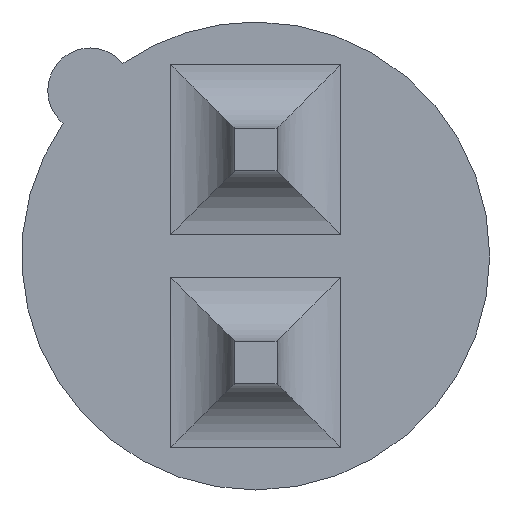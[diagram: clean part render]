
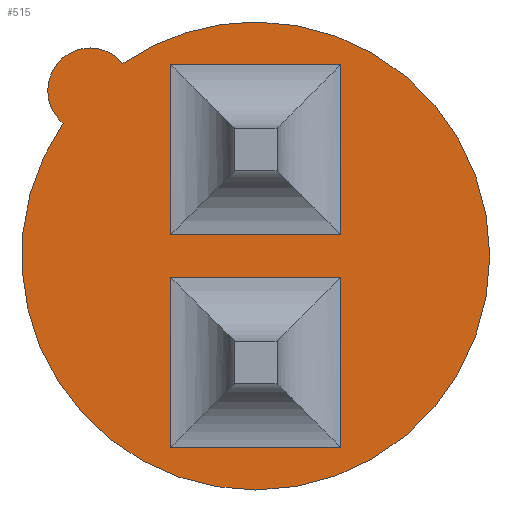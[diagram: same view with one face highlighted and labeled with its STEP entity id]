
A CAD part, front view. The second image highlights one B-rep face of the part: STEP entity #515.
In plain terms, the highlighted planar face has unit normal (0, -1, 0).
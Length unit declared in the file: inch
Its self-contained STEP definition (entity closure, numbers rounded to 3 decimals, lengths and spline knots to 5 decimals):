
#11 = DIRECTION ( 'NONE',  ( 0., 0., 1. ) ) ;
#33 = CARTESIAN_POINT ( 'NONE',  ( -0.09058, -0.03, 0.06241 ) ) ;
#75 = EDGE_CURVE ( 'NONE', #1071, #1218, #121, .T. ) ;
#82 = ORIENTED_EDGE ( 'NONE', *, *, #982, .T. ) ;
#98 = CARTESIAN_POINT ( 'NONE',  ( -0.04, -0.03, -0.01 ) ) ;
#103 = EDGE_CURVE ( 'NONE', #713, #1033, #859, .T. ) ;
#121 = LINE ( 'NONE', #997, #751 ) ;
#132 = EDGE_LOOP ( 'NONE', ( #661, #691, #545, #500 ) ) ;
#145 = CIRCLE ( 'NONE', #581, 0.02 ) ;
#168 = DIRECTION ( 'NONE',  ( 0., 0., -1. ) ) ;
#178 = VECTOR ( 'NONE', #11, 39.37008 ) ;
#195 = DIRECTION ( 'NONE',  ( 1., 0., 0. ) ) ;
#213 = CARTESIAN_POINT ( 'NONE',  ( 0.04, -0.03, -0.01 ) ) ;
#217 = DIRECTION ( 'NONE',  ( 0., 0., 1. ) ) ;
#221 = VERTEX_POINT ( 'NONE', #360 ) ;
#225 = EDGE_LOOP ( 'NONE', ( #1422, #1240, #636, #933 ) ) ;
#235 = CARTESIAN_POINT ( 'NONE',  ( -0.01, -0.03, 0.01 ) ) ;
#272 = CARTESIAN_POINT ( 'NONE',  ( -0.07778, -0.03, 0.07778 ) ) ;
#280 = LINE ( 'NONE', #1213, #1101 ) ;
#283 = LINE ( 'NONE', #1196, #449 ) ;
#314 = DIRECTION ( 'NONE',  ( 0., 0., -1. ) ) ;
#332 = AXIS2_PLACEMENT_3D ( 'NONE', #1362, #892, #217 ) ;
#337 = CARTESIAN_POINT ( 'NONE',  ( -0.04, -0.03, 0. ) ) ;
#342 = VERTEX_POINT ( 'NONE', #1058 ) ;
#360 = CARTESIAN_POINT ( 'NONE',  ( 0.04, -0.03, -0.09 ) ) ;
#361 = DIRECTION ( 'NONE',  ( 0., 0., 1. ) ) ;
#384 = VECTOR ( 'NONE', #673, 39.37008 ) ;
#386 = VERTEX_POINT ( 'NONE', #33 ) ;
#419 = EDGE_CURVE ( 'NONE', #483, #386, #145, .T. ) ;
#427 = CARTESIAN_POINT ( 'NONE',  ( 0.01, -0.03, -0.01 ) ) ;
#449 = VECTOR ( 'NONE', #1061, 39.37008 ) ;
#468 = EDGE_CURVE ( 'NONE', #818, #1224, #280, .T. ) ;
#483 = VERTEX_POINT ( 'NONE', #880 ) ;
#500 = ORIENTED_EDGE ( 'NONE', *, *, #75, .T. ) ;
#514 = VERTEX_POINT ( 'NONE', #1111 ) ;
#515 = ADVANCED_FACE ( 'NONE', ( #863, #708, #670 ), #1226, .F. ) ;
#522 = CARTESIAN_POINT ( 'NONE',  ( 0.04, -0.03, -0.06 ) ) ;
#525 = LINE ( 'NONE', #235, #384 ) ;
#545 = ORIENTED_EDGE ( 'NONE', *, *, #1156, .T. ) ;
#572 = CARTESIAN_POINT ( 'NONE',  ( 0., -0.03, 0. ) ) ;
#575 = CARTESIAN_POINT ( 'NONE',  ( 0.04, -0.03, 0.01 ) ) ;
#579 = DIRECTION ( 'NONE',  ( 0., 1., 0. ) ) ;
#581 = AXIS2_PLACEMENT_3D ( 'NONE', #272, #1193, #168 ) ;
#632 = LINE ( 'NONE', #809, #1210 ) ;
#633 = CARTESIAN_POINT ( 'NONE',  ( 0., -0.03, 0.11 ) ) ;
#636 = ORIENTED_EDGE ( 'NONE', *, *, #717, .F. ) ;
#661 = ORIENTED_EDGE ( 'NONE', *, *, #662, .T. ) ;
#662 = EDGE_CURVE ( 'NONE', #1218, #818, #525, .T. ) ;
#670 = FACE_OUTER_BOUND ( 'NONE', #225, .T. ) ;
#673 = DIRECTION ( 'NONE',  ( -1., 0., 0. ) ) ;
#676 = AXIS2_PLACEMENT_3D ( 'NONE', #771, #783, #1011 ) ;
#691 = ORIENTED_EDGE ( 'NONE', *, *, #468, .T. ) ;
#708 = FACE_BOUND ( 'NONE', #132, .T. ) ;
#712 = VECTOR ( 'NONE', #979, 39.37008 ) ;
#713 = VERTEX_POINT ( 'NONE', #98 ) ;
#717 = EDGE_CURVE ( 'NONE', #342, #386, #1052, .T. ) ;
#733 = EDGE_CURVE ( 'NONE', #483, #1053, #1286, .T. ) ;
#751 = VECTOR ( 'NONE', #314, 39.37008 ) ;
#771 = CARTESIAN_POINT ( 'NONE',  ( 0., -0.03, 0. ) ) ;
#775 = LINE ( 'NONE', #337, #178 ) ;
#779 = LINE ( 'NONE', #522, #712 ) ;
#783 = DIRECTION ( 'NONE',  ( 0., 1., 0. ) ) ;
#791 = EDGE_CURVE ( 'NONE', #1053, #342, #955, .T. ) ;
#799 = ORIENTED_EDGE ( 'NONE', *, *, #103, .T. ) ;
#806 = AXIS2_PLACEMENT_3D ( 'NONE', #1271, #579, #928 ) ;
#809 = CARTESIAN_POINT ( 'NONE',  ( -0.01, -0.03, -0.09 ) ) ;
#818 = VERTEX_POINT ( 'NONE', #1141 ) ;
#859 = LINE ( 'NONE', #427, #1135 ) ;
#863 = FACE_BOUND ( 'NONE', #1037, .T. ) ;
#865 = DIRECTION ( 'NONE',  ( 0., 0., 1. ) ) ;
#880 = CARTESIAN_POINT ( 'NONE',  ( -0.06241, -0.03, 0.09058 ) ) ;
#892 = DIRECTION ( 'NONE',  ( 0., 1., 0. ) ) ;
#928 = DIRECTION ( 'NONE',  ( 0., 0., 1. ) ) ;
#933 = ORIENTED_EDGE ( 'NONE', *, *, #791, .F. ) ;
#955 = CIRCLE ( 'NONE', #980, 0.11 ) ;
#979 = DIRECTION ( 'NONE',  ( 0., 0., -1. ) ) ;
#980 = AXIS2_PLACEMENT_3D ( 'NONE', #572, #1039, #361 ) ;
#982 = EDGE_CURVE ( 'NONE', #1033, #221, #779, .T. ) ;
#997 = CARTESIAN_POINT ( 'NONE',  ( 0.04, -0.03, 0.04 ) ) ;
#1011 = DIRECTION ( 'NONE',  ( 0., 0., 1. ) ) ;
#1033 = VERTEX_POINT ( 'NONE', #213 ) ;
#1036 = DIRECTION ( 'NONE',  ( -1., 0., 0. ) ) ;
#1037 = EDGE_LOOP ( 'NONE', ( #82, #1449, #1192, #799 ) ) ;
#1039 = DIRECTION ( 'NONE',  ( 0., 1., 0. ) ) ;
#1052 = CIRCLE ( 'NONE', #332, 0.11 ) ;
#1053 = VERTEX_POINT ( 'NONE', #633 ) ;
#1058 = CARTESIAN_POINT ( 'NONE',  ( 0., -0.03, -0.11 ) ) ;
#1061 = DIRECTION ( 'NONE',  ( 1., 0., 0. ) ) ;
#1071 = VERTEX_POINT ( 'NONE', #1424 ) ;
#1101 = VECTOR ( 'NONE', #865, 39.37008 ) ;
#1111 = CARTESIAN_POINT ( 'NONE',  ( -0.04, -0.03, -0.09 ) ) ;
#1135 = VECTOR ( 'NONE', #195, 39.37008 ) ;
#1141 = CARTESIAN_POINT ( 'NONE',  ( -0.04, -0.03, 0.01 ) ) ;
#1156 = EDGE_CURVE ( 'NONE', #1224, #1071, #283, .T. ) ;
#1161 = CARTESIAN_POINT ( 'NONE',  ( -0.04, -0.03, 0.09 ) ) ;
#1192 = ORIENTED_EDGE ( 'NONE', *, *, #1356, .T. ) ;
#1193 = DIRECTION ( 'NONE',  ( 0., -1., 0. ) ) ;
#1196 = CARTESIAN_POINT ( 'NONE',  ( 0.01, -0.03, 0.09 ) ) ;
#1210 = VECTOR ( 'NONE', #1036, 39.37008 ) ;
#1213 = CARTESIAN_POINT ( 'NONE',  ( -0.04, -0.03, 0. ) ) ;
#1218 = VERTEX_POINT ( 'NONE', #575 ) ;
#1224 = VERTEX_POINT ( 'NONE', #1161 ) ;
#1226 = PLANE ( 'NONE',  #676 ) ;
#1238 = EDGE_CURVE ( 'NONE', #221, #514, #632, .T. ) ;
#1240 = ORIENTED_EDGE ( 'NONE', *, *, #419, .T. ) ;
#1271 = CARTESIAN_POINT ( 'NONE',  ( 0., -0.03, 0. ) ) ;
#1286 = CIRCLE ( 'NONE', #806, 0.11 ) ;
#1356 = EDGE_CURVE ( 'NONE', #514, #713, #775, .T. ) ;
#1362 = CARTESIAN_POINT ( 'NONE',  ( 0., -0.03, 0. ) ) ;
#1422 = ORIENTED_EDGE ( 'NONE', *, *, #733, .F. ) ;
#1424 = CARTESIAN_POINT ( 'NONE',  ( 0.04, -0.03, 0.09 ) ) ;
#1449 = ORIENTED_EDGE ( 'NONE', *, *, #1238, .T. ) ;
